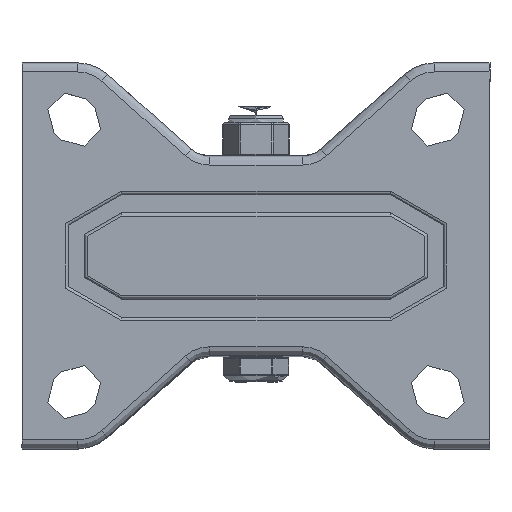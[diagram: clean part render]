
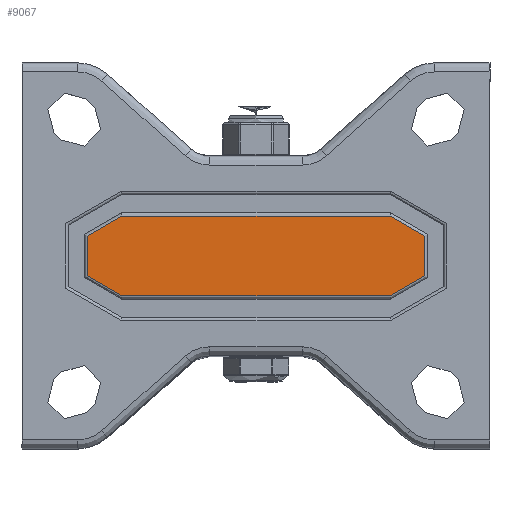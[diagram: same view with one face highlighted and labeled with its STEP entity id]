
A CAD part, top view. The second image highlights one B-rep face of the part: STEP entity #9067.
In plain terms, the highlighted planar face has unit normal (0, 0, 1).
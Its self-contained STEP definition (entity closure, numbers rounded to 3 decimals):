
#375=PLANE('',#9855);
#920=FACE_OUTER_BOUND('',#1480,.T.);
#1480=EDGE_LOOP('',(#6467,#6468,#6469,#6470));
#2068=LINE('',#13992,#2740);
#2070=LINE('',#14003,#2742);
#2740=VECTOR('',#11027,1000.);
#2742=VECTOR('',#11041,1000.);
#3394=CIRCLE('',#9776,8.75);
#3400=CIRCLE('',#9784,8.75);
#3935=VERTEX_POINT('',#13982);
#3936=VERTEX_POINT('',#13983);
#3939=VERTEX_POINT('',#13991);
#3942=VERTEX_POINT('',#13999);
#4824=EDGE_CURVE('',#3935,#3936,#3394,.T.);
#4828=EDGE_CURVE('',#3936,#3939,#2068,.T.);
#4832=EDGE_CURVE('',#3939,#3942,#3400,.T.);
#4834=EDGE_CURVE('',#3942,#3935,#2070,.T.);
#6467=ORIENTED_EDGE('',*,*,#4834,.F.);
#6468=ORIENTED_EDGE('',*,*,#4832,.F.);
#6469=ORIENTED_EDGE('',*,*,#4828,.F.);
#6470=ORIENTED_EDGE('',*,*,#4824,.F.);
#9067=ADVANCED_FACE('',(#920),#375,.T.);
#9776=AXIS2_PLACEMENT_3D('',#13984,#11017,#11018);
#9784=AXIS2_PLACEMENT_3D('',#14000,#11035,#11036);
#9855=AXIS2_PLACEMENT_3D('',#14539,#11261,#11262);
#11017=DIRECTION('center_axis',(0.,0.,-1.));
#11018=DIRECTION('ref_axis',(-1.,0.,0.));
#11027=DIRECTION('',(1.,0.,0.));
#11035=DIRECTION('center_axis',(0.,0.,-1.));
#11036=DIRECTION('ref_axis',(1.,0.,0.));
#11041=DIRECTION('',(-1.,0.,0.));
#11261=DIRECTION('center_axis',(0.,0.,1.));
#11262=DIRECTION('ref_axis',(1.,0.,0.));
#13982=CARTESIAN_POINT('',(-29.5,-8.75,0.));
#13983=CARTESIAN_POINT('',(-29.5,8.75,0.));
#13984=CARTESIAN_POINT('Origin',(-29.5,0.,0.));
#13991=CARTESIAN_POINT('',(29.5,8.75,0.));
#13992=CARTESIAN_POINT('',(0.,8.75,0.));
#13999=CARTESIAN_POINT('',(29.5,-8.75,0.));
#14000=CARTESIAN_POINT('Origin',(29.5,0.,0.));
#14003=CARTESIAN_POINT('',(0.,-8.75,0.));
#14539=CARTESIAN_POINT('Origin',(0.,0.,0.));
